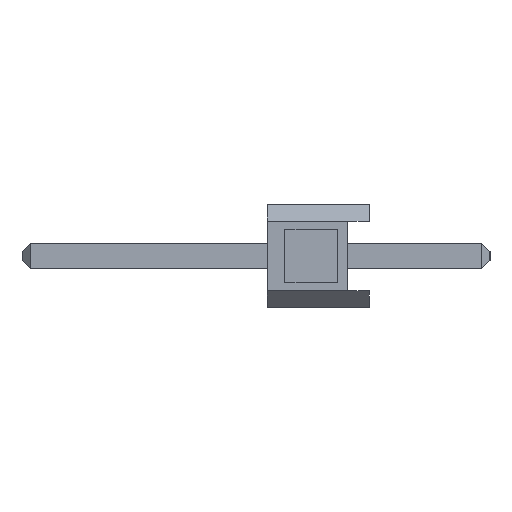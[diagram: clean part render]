
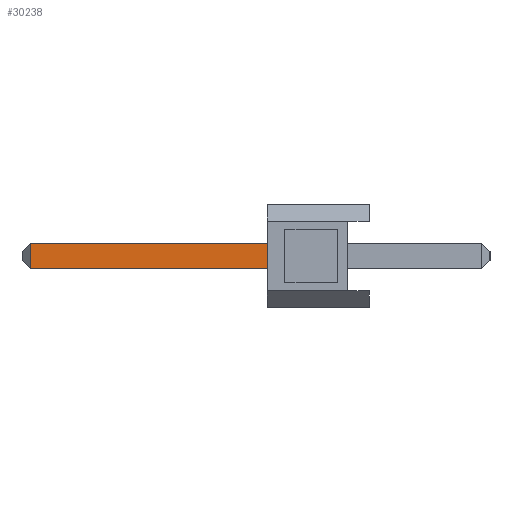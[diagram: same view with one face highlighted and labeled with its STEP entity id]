
A CAD part, left-side view. The second image highlights one B-rep face of the part: STEP entity #30238.
In plain terms, the highlighted planar face has unit normal (-1, 0, 0).
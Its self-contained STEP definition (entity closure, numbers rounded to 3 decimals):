
#1307 = VERTEX_POINT ( 'NONE', #15715 ) ;
#1621 = CARTESIAN_POINT ( 'NONE',  ( -0.32, 2.54, -0.32 ) ) ;
#2549 = DIRECTION ( 'NONE',  ( 0., 1., 0. ) ) ;
#2705 = DIRECTION ( 'NONE',  ( 0., 0., -1. ) ) ;
#2967 = VECTOR ( 'NONE', #33017, 1000. ) ;
#6126 = PLANE ( 'NONE',  #40433 ) ;
#6427 = CARTESIAN_POINT ( 'NONE',  ( -0.32, -3., -0.32 ) ) ;
#7609 = EDGE_LOOP ( 'NONE', ( #21934, #20604, #18376, #13496 ) ) ;
#8994 = CARTESIAN_POINT ( 'NONE',  ( -0.32, 2.54, 0. ) ) ;
#9121 = CARTESIAN_POINT ( 'NONE',  ( -0.32, 8.44, 0.32 ) ) ;
#9145 = CARTESIAN_POINT ( 'NONE',  ( -0.32, -3., -0.32 ) ) ;
#12968 = LINE ( 'NONE', #9145, #44176 ) ;
#13496 = ORIENTED_EDGE ( 'NONE', *, *, #32522, .F. ) ;
#13636 = DIRECTION ( 'NONE',  ( 0., 0., 1. ) ) ;
#13714 = VECTOR ( 'NONE', #23700, 1000. ) ;
#14669 = VERTEX_POINT ( 'NONE', #9121 ) ;
#14772 = LINE ( 'NONE', #8994, #2967 ) ;
#14797 = LINE ( 'NONE', #31051, #13714 ) ;
#15114 = LINE ( 'NONE', #20617, #29135 ) ;
#15675 = FACE_OUTER_BOUND ( 'NONE', #7609, .T. ) ;
#15715 = CARTESIAN_POINT ( 'NONE',  ( -0.32, 2.54, 0.32 ) ) ;
#17043 = VERTEX_POINT ( 'NONE', #42728 ) ;
#18376 = ORIENTED_EDGE ( 'NONE', *, *, #44147, .F. ) ;
#20604 = ORIENTED_EDGE ( 'NONE', *, *, #41400, .T. ) ;
#20617 = CARTESIAN_POINT ( 'NONE',  ( -0.32, 8.44, -0.32 ) ) ;
#21934 = ORIENTED_EDGE ( 'NONE', *, *, #25957, .T. ) ;
#23700 = DIRECTION ( 'NONE',  ( 0., 1., 0. ) ) ;
#25957 = EDGE_CURVE ( 'NONE', #1307, #14669, #14797, .T. ) ;
#29135 = VECTOR ( 'NONE', #2705, 1000. ) ;
#30238 = ADVANCED_FACE ( 'NONE', ( #15675 ), #6126, .T. ) ;
#31051 = CARTESIAN_POINT ( 'NONE',  ( -0.32, -3., 0.32 ) ) ;
#32522 = EDGE_CURVE ( 'NONE', #1307, #41733, #14772, .T. ) ;
#33017 = DIRECTION ( 'NONE',  ( 0., 0., -1. ) ) ;
#40433 = AXIS2_PLACEMENT_3D ( 'NONE', #6427, #40859, #13636 ) ;
#40859 = DIRECTION ( 'NONE',  ( -1., 0., 0. ) ) ;
#41400 = EDGE_CURVE ( 'NONE', #14669, #17043, #15114, .T. ) ;
#41733 = VERTEX_POINT ( 'NONE', #1621 ) ;
#42728 = CARTESIAN_POINT ( 'NONE',  ( -0.32, 8.44, -0.32 ) ) ;
#44147 = EDGE_CURVE ( 'NONE', #41733, #17043, #12968, .T. ) ;
#44176 = VECTOR ( 'NONE', #2549, 1000. ) ;
